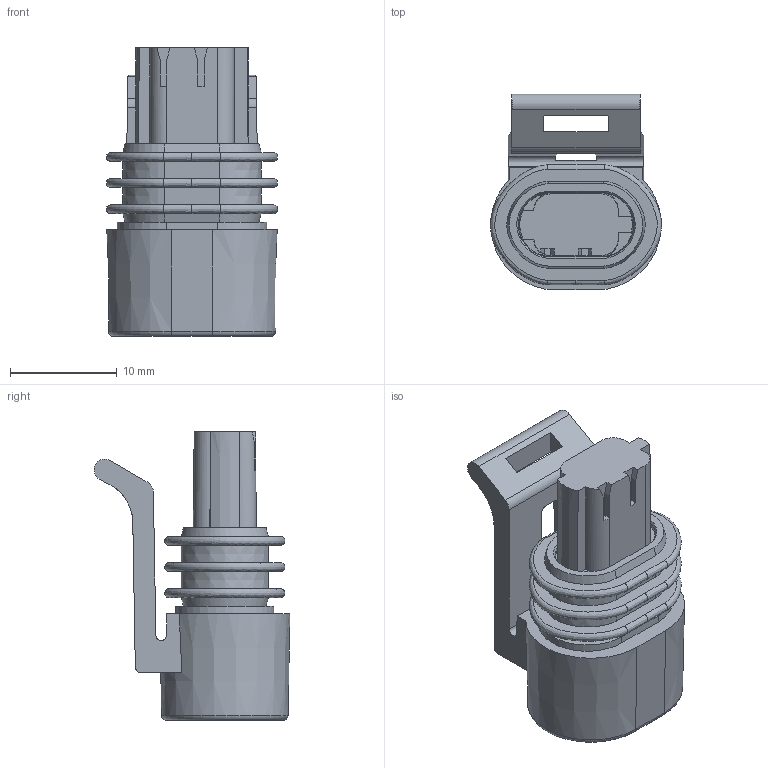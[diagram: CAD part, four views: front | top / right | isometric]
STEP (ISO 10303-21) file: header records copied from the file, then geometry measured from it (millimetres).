
FILE_DESCRIPTION(/* description */ (''),/* implementation_level */ '2;1');
FILE_NAME(/* name */ '12162198-ENV11_03-CONN.stp',/* time_stamp */ '2019-08-13T17:54:45+05:00',/* author */ (''),/* organization */ (''),/* preprocessor_version */ 'ST-DEVELOPER v16',/* originating_system */ 'SIEMENS PLM Software NX 11.0',/* authorisation */ '');
FILE_SCHEMA (('AUTOMOTIVE_DESIGN { 1 0 10303 214 3 1 1 1 }'));
Length unit declared in the file: millimetre
Products named in the file (1): zjhk719CBCA266ri
Bounding box: 16.06 x 18.35 x 27.1 mm (x, y, z)
Volume: 3324.7 mm3; surface area: 2718.5 mm2
Topology: 2 solids, 2 shells, 122 faces, 327 edges, 214 vertices
Faces by surface type: plane 71, bspline 29, cylinder 14, cone 6, torus 2
Entity records: 5521 total; most frequent: CARTESIAN_POINT 2662, ORIENTED_EDGE 654, DIRECTION 506, EDGE_CURVE 327, VERTEX_POINT 214, LINE 206, VECTOR 206, AXIS2_PLACEMENT_3D 150
